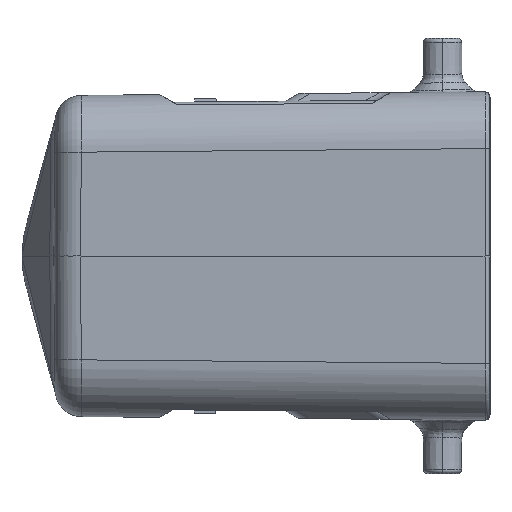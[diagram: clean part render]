
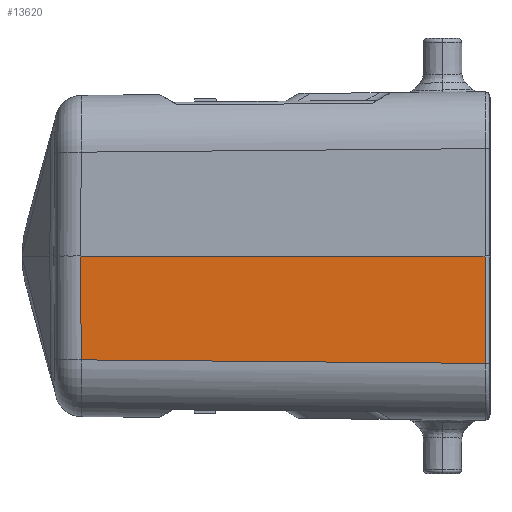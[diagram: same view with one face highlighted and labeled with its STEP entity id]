
A CAD part, left-side view. The second image highlights one B-rep face of the part: STEP entity #13620.
In plain terms, the highlighted planar face has unit normal (-1, 0.009, -0.009).
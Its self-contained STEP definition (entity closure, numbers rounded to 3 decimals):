
#3777=CARTESIAN_POINT('',(-36.033,123.531,
0.));
#3788=DIRECTION('',(-0.009,0.,1.));
#3789=VECTOR('',#3788,14.062);
#3790=CARTESIAN_POINT('',(-36.373,70.504,
-14.061));
#3791=LINE('',#3790,#3789);
#3792=DIRECTION('',(0.009,1.,0.009));
#3793=VECTOR('',#3792,52.912);
#3794=CARTESIAN_POINT('',(-36.373,70.504,
-14.061));
#3795=LINE('',#3794,#3793);
#3796=DIRECTION('',(0.009,-0.009,-1.));
#3797=VECTOR('',#3796,13.601);
#3798=CARTESIAN_POINT('',(-36.033,123.531,
0.));
#3799=LINE('',#3798,#3797);
#3800=CARTESIAN_POINT('',(-36.491,71.009,
-0.001));
#3801=CARTESIAN_POINT('',(-36.493,70.841,
-0.001));
#3802=CARTESIAN_POINT('',(-36.494,70.672,
0.));
#3803=CARTESIAN_POINT('',(-36.496,70.504,
0.));
#3822=DIRECTION('',(-0.009,-1.,0.));
#3823=VECTOR('',#3822,52.524);
#3824=CARTESIAN_POINT('',(-36.033,123.531,
0.));
#3825=LINE('',#3824,#3823);
#3845=CARTESIAN_POINT('',(-36.373,70.504,
-14.061));
#6351=VERTEX_POINT('',#3777);
#6385=CARTESIAN_POINT('',(-35.915,123.412,
-13.6));
#6386=VERTEX_POINT('',#6385);
#6387=CARTESIAN_POINT('',(-36.491,71.009,
-0.001));
#6388=VERTEX_POINT('',#6387);
#6930=CARTESIAN_POINT('',(-36.496,70.504,
0.));
#6932=VERTEX_POINT('',#6930);
#6963=VERTEX_POINT('',#3845);
#13604=CARTESIAN_POINT('',(-36.511,70.,1.225));
#13605=DIRECTION('',(-1.,0.009,-0.009));
#13606=DIRECTION('',(0.009,0.,-1.));
#13607=AXIS2_PLACEMENT_3D('',#13604,#13605,#13606);
#13608=PLANE('',#13607);
#13610=ORIENTED_EDGE('',*,*,#13609,.F.);
#13612=ORIENTED_EDGE('',*,*,#13611,.T.);
#13613=ORIENTED_EDGE('',*,*,#13596,.F.);
#13615=ORIENTED_EDGE('',*,*,#13614,.T.);
#13617=ORIENTED_EDGE('',*,*,#13616,.T.);
#13618=EDGE_LOOP('',(#13610,#13612,#13613,#13615,#13617));
#13619=FACE_OUTER_BOUND('',#13618,.F.);
#3804=B_SPLINE_CURVE_WITH_KNOTS('',3,(#3800,#3801,#3802,#3803),.UNSPECIFIED.,
.F.,.F.,(4,4),(0.,1.),.UNSPECIFIED.);
#13596=EDGE_CURVE('',#6351,#6386,#3799,.T.);
#13609=EDGE_CURVE('',#6963,#6932,#3791,.T.);
#13611=EDGE_CURVE('',#6963,#6386,#3795,.T.);
#13614=EDGE_CURVE('',#6351,#6388,#3825,.T.);
#13616=EDGE_CURVE('',#6388,#6932,#3804,.T.);
#13620=ADVANCED_FACE('',(#13619),#13608,.T.);
